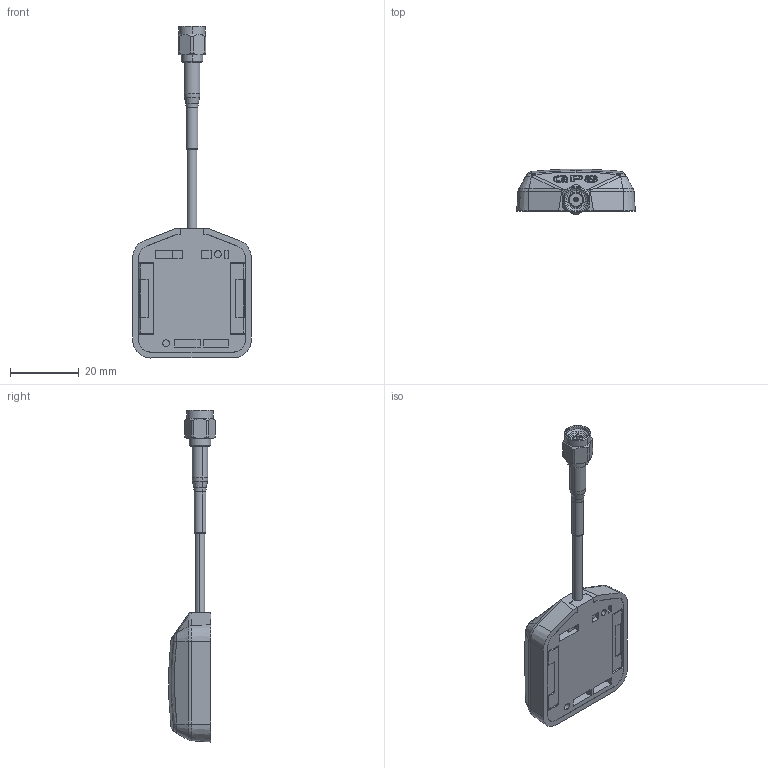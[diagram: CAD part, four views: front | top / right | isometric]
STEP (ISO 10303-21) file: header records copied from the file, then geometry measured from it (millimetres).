
FILE_DESCRIPTION (( 'STEP AP214' ), '1' );
FILE_NAME ('LCANGPS1010_3D.step', '2024-01-08T20:33:02', ( '' ), ( '' ), 'SwSTEP 2.0', 'SolidWorks 2022', '' );
FILE_SCHEMA (( 'AUTOMOTIVE_DESIGN' ));
Length unit declared in the file: inch
Products named in the file (10): ASM-1102-MA2; LCANGPS1010_3D; ASM-1102-MA1; ÉÏ¸Ç2512; IÐÍ²úÆ·; ASM-1102_Without Ferrule; ÌõÐÎ´Å¸Ö; LMR-100_SMA_HEATSHRINK; µ××ù2512; ´Å¸Ö¼Ð
Assembly tree (11 placements, depth 3):
  LCANGPS1010_3D
    µ××ù2512
    ÉÏ¸Ç2512
    ´Å¸Ö¼Ð  x2
    ÌõÐÎ´Å¸Ö  x2
    IÐÍ²úÆ·
    ASM-1102_Without Ferrule
      ASM-1102-MA1
      ASM-1102-MA2
    LMR-100_SMA_HEATSHRINK
Bounding box: 34.6 x 13.52 x 96.93 mm (x, y, z)
Volume: 8681.9 mm3; surface area: 15302.5 mm2
Topology: 10 solids, 15 shells, 686 faces, 1768 edges, 1135 vertices
Faces by surface type: plane 380, cylinder 148, bspline 78, cone 74, torus 6
Entity records: 24932 total; most frequent: CARTESIAN_POINT 9423, ORIENTED_EDGE 3180, DIRECTION 2973, EDGE_CURVE 1596, VECTOR 1049, LINE 1049, VERTEX_POINT 1023, AXIS2_PLACEMENT_3D 962
